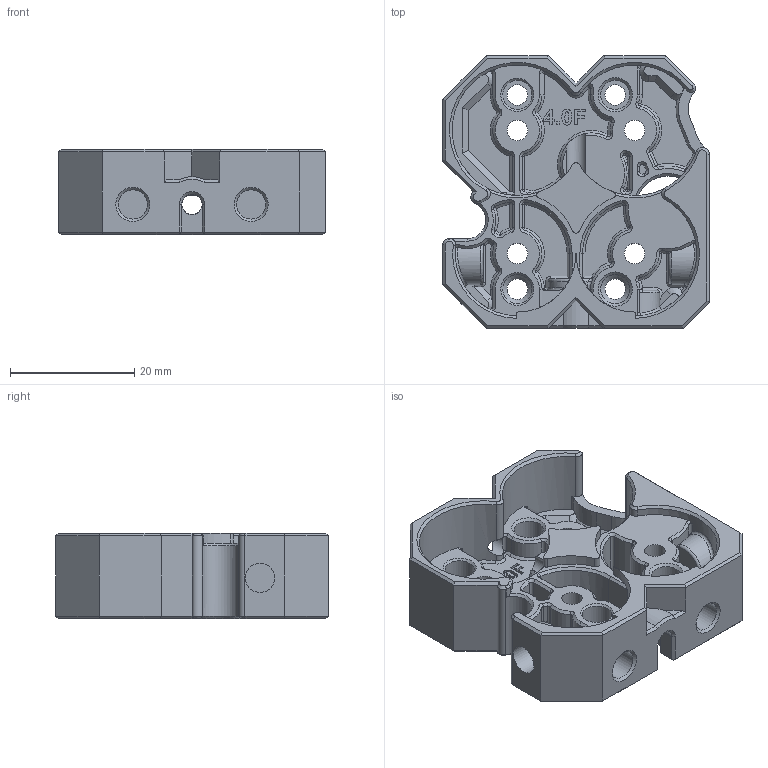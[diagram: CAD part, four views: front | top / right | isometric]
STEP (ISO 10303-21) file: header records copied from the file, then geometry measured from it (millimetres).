
FILE_DESCRIPTION(/* description */ ('','CAx-IF Rec.Pracs.---Representation and Presentation of Product Manufacturing Information (PMI)---4.0---2014-10-13'),/* implementation_level */ '2;1');
FILE_NAME(/* name */ 'BaseUpper_HGX-ver4.step',/* time_stamp */ '2025-01-20T20:58:41-05:00',/* author */ (''),/* organization */ (''),/* preprocessor_version */ 'ST-DEVELOPER v20',/* originating_system */ 'Autodesk Translation Framework v13.20.0.188',/* authorisation */ '');
FILE_SCHEMA (('AP242_MANAGED_MODEL_BASED_3D_ENGINEERING_MIM_LF { 1 0 10303 442 1 1 4 }'));
Length unit declared in the file: millimetre
Products named in the file (1): BaseUpper_HGX-ver4
Bounding box: 42.85 x 43.83 x 13.7 mm (x, y, z)
Volume: 10519 mm3; surface area: 10264.6 mm2
Topology: 1 solids, 3 shells, 808 faces, 1983 edges, 1139 vertices
Faces by surface type: plane 320, cone 258, cylinder 187, bspline 37, torus 6
Full cylindrical faces by diameter (mm): 3.3 x11, 4.7 x12, 6 x2, 6.2 x1, 10.5 x1
Entity records: 24463 total; most frequent: CARTESIAN_POINT 5825, DIRECTION 3918, ORIENTED_EDGE 3858, EDGE_CURVE 1929, AXIS2_PLACEMENT_3D 1400, VERTEX_POINT 1139, LINE 1118, VECTOR 1118
